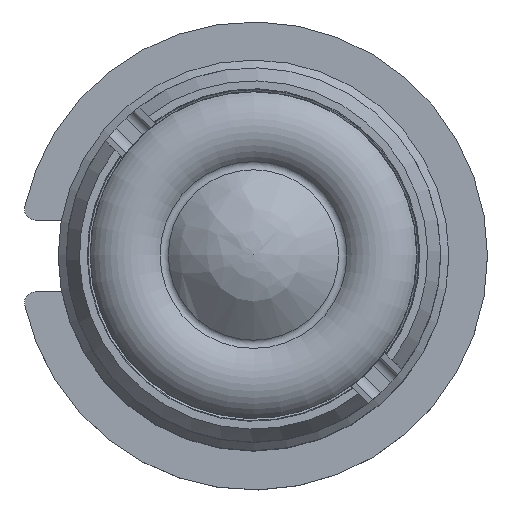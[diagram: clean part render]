
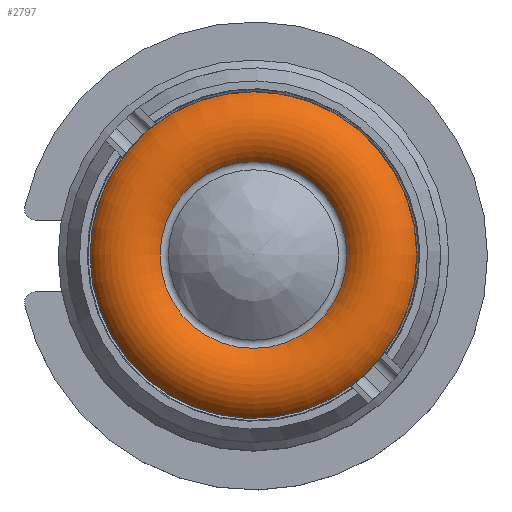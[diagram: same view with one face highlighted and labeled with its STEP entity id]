
A CAD part, top view. The second image highlights one B-rep face of the part: STEP entity #2797.
In plain terms, the highlighted toroidal (fillet/blend) face has major radius 5.809 mm and minor radius 1.97 mm.
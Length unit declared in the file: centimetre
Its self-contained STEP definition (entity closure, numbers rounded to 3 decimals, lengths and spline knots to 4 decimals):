
#29=TOROIDAL_SURFACE('',#3107,0.5809,0.197);
#198=FACE_BOUND('',#720,.T.);
#546=FACE_OUTER_BOUND('',#719,.T.);
#719=EDGE_LOOP('',(#2586));
#720=EDGE_LOOP('',(#2587));
#850=CIRCLE('',#3075,0.4293);
#864=CIRCLE('',#3108,0.75);
#1344=VERTEX_POINT('',#5274);
#1358=VERTEX_POINT('',#5379);
#1734=EDGE_CURVE('',#1344,#1344,#850,.T.);
#1763=EDGE_CURVE('',#1358,#1358,#864,.T.);
#2586=ORIENTED_EDGE('',*,*,#1763,.F.);
#2587=ORIENTED_EDGE('',*,*,#1734,.F.);
#2797=ADVANCED_FACE('',(#546,#198),#29,.T.);
#3075=AXIS2_PLACEMENT_3D('',#5275,#3765,#3766);
#3107=AXIS2_PLACEMENT_3D('',#5378,#3836,#3837);
#3108=AXIS2_PLACEMENT_3D('',#5380,#3838,#3839);
#3765=DIRECTION('center_axis',(0.,0.,1.));
#3766=DIRECTION('ref_axis',(0.,-1.,0.));
#3836=DIRECTION('center_axis',(0.,0.,1.));
#3837=DIRECTION('ref_axis',(1.,0.,0.));
#3838=DIRECTION('center_axis',(0.,0.,-1.));
#3839=DIRECTION('ref_axis',(-1.,0.,0.));
#5274=CARTESIAN_POINT('',(-1.9062,-0.3933,0.6733));
#5275=CARTESIAN_POINT('Origin',(-1.9062,-0.8226,0.6733));
#5378=CARTESIAN_POINT('Origin',(-1.9062,-0.8226,0.5475));
#5379=CARTESIAN_POINT('',(-1.9062,-0.0726,0.6485));
#5380=CARTESIAN_POINT('Origin',(-1.9062,-0.8226,0.6485));
